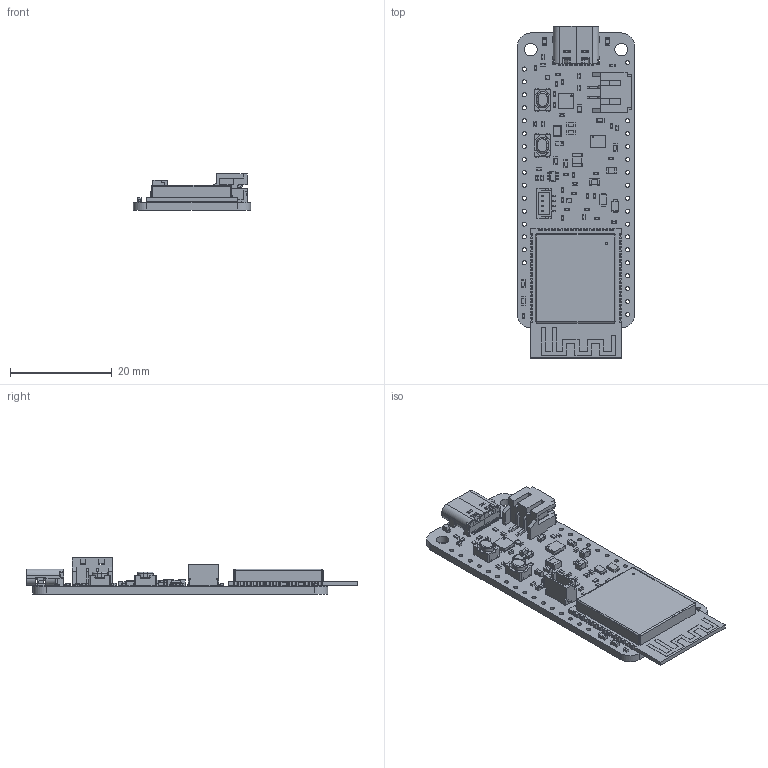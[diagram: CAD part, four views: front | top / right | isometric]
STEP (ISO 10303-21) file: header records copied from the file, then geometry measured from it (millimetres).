
FILE_DESCRIPTION(('KiCad electronic assembly'),'2;1');
FILE_NAME('ESP32S3-PowerFeather.step','2026-02-14T19:16:56',('Pcbnew'),( 'Kicad'),'Open CASCADE STEP processor 7.8','KiCad to STEP converter' ,'Unknown');
FILE_SCHEMA(('AUTOMOTIVE_DESIGN { 1 0 10303 214 1 1 1 1 }'));
Length unit declared in the file: millimetre
Products named in the file (24): ESP32S3-PowerFeather 1; C_0402_1005Metric; ESP32-S3-WROOM-1-N8R8--3DModel-STEP-269445; PTS810 SJK 250 SMTR LFS--3DModel-STEP-1; R_0402_1005Metric; AP22916DCA4-7; Array; Body; LED_0603_1608Metric; C_0603_1608Metric; L_1008_2520Metric; S2B-PH-SM4-TB(LF)(SN)--3DModel-STEP-56544; USB_C_Receptacle_GCT_USB4105-xx-A_16P_TopMnt_Horizontal; C_0805_2012Metric; SOT-363_SC-70-6; US2H; DFN-14-1EP_3x3mm_P0.4mm_EP1.78x2.35mm; BM04B-SRSS-TB; Texas_DSBGA-8_0.705x1.468mm_Layout2x4_P0.4mm; ESP32S3-PowerFeather 1.45.1; L_Wuerth_MAPI-2010; R_0603_1608Metric; BQ25628RYKR; ESP32S3-PowerFeather_PCB
Assembly tree (69 placements, depth 3):
  ESP32S3-PowerFeather 1
    C_0402_1005Metric  x15
    ESP32-S3-WROOM-1-N8R8--3DModel-STEP-269445
    PTS810 SJK 250 SMTR LFS--3DModel-STEP-1  x2
    R_0402_1005Metric  x21
    AP22916DCA4-7  x2
      Array
      Body
    LED_0603_1608Metric  x2
    C_0603_1608Metric  x8
    L_1008_2520Metric
    S2B-PH-SM4-TB(LF)(SN)--3DModel-STEP-56544
    USB_C_Receptacle_GCT_USB4105-xx-A_16P_TopMnt_Horizontal
    C_0805_2012Metric  x2
    SOT-363_SC-70-6
    US2H  x2
    DFN-14-1EP_3x3mm_P0.4mm_EP1.78x2.35mm
    BM04B-SRSS-TB
    Texas_DSBGA-8_0.705x1.468mm_Layout2x4_P0.4mm
      ESP32S3-PowerFeather 1.45.1
    L_Wuerth_MAPI-2010
    R_0603_1608Metric
    BQ25628RYKR
    ESP32S3-PowerFeather_PCB
Bounding box: 23.08 x 65.27 x 7.09 mm (x, y, z)
Volume: 2845.3 mm3; surface area: 6741.3 mm2
Topology: 187 solids, 187 shells, 3865 faces, 10031 edges, 6567 vertices
Faces by surface type: plane 2951, cylinder 858, sphere 28, bspline 16, cone 8, torus 4
Full cylindrical faces by diameter (mm): 0.101 x2, 0.2 x1, 0.281 x1, 0.4 x1, 0.5 x2, 0.65 x2, 0.8 x33, 2.5 x2
Entity records: 88899 total; most frequent: CARTESIAN_POINT 13821, ORIENTED_EDGE 13265, DIRECTION 12647, EDGE_CURVE 6633, LINE 5761, VECTOR 5761, VERTEX_POINT 4355, AXIS2_PLACEMENT_3D 3443
